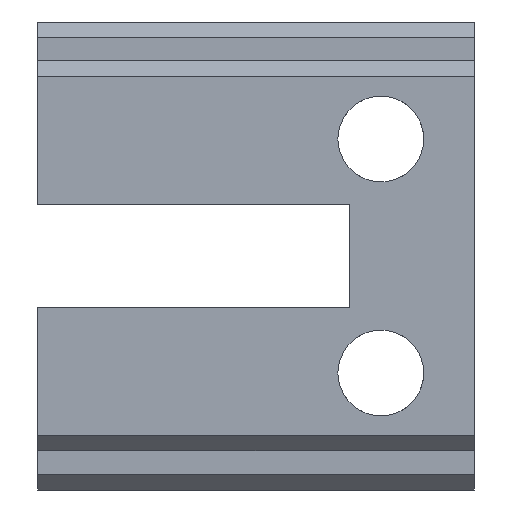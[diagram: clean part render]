
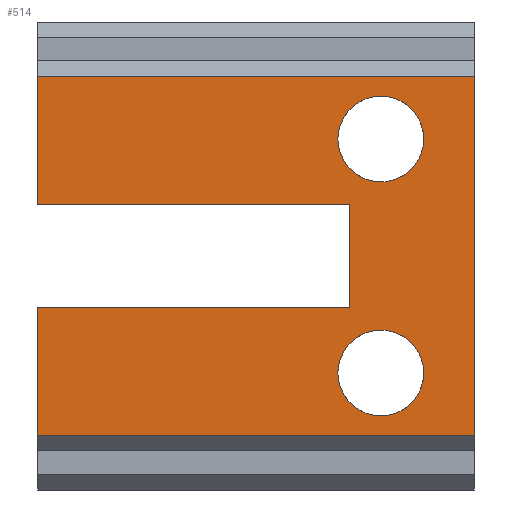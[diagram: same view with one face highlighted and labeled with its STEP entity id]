
A CAD part, front view. The second image highlights one B-rep face of the part: STEP entity #514.
In plain terms, the highlighted planar face has unit normal (0, -1, 0).
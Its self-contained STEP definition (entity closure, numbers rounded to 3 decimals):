
#63 = VERTEX_POINT('',#64);
#64 = CARTESIAN_POINT('',(-42.5,40.,11.5));
#70 = EDGE_CURVE('',#63,#71,#73,.T.);
#71 = VERTEX_POINT('',#72);
#72 = CARTESIAN_POINT('',(-42.5,40.,3.317));
#73 = LINE('',#74,#75);
#74 = CARTESIAN_POINT('',(-42.5,40.,12.5));
#75 = VECTOR('',#76,1.);
#76 = DIRECTION('',(0.,0.,-1.));
#136 = VERTEX_POINT('',#137);
#137 = CARTESIAN_POINT('',(-14.5,40.,11.5));
#143 = EDGE_CURVE('',#63,#136,#144,.T.);
#144 = LINE('',#145,#146);
#145 = CARTESIAN_POINT('',(-42.5,40.,11.5));
#146 = VECTOR('',#147,1.);
#147 = DIRECTION('',(1.,0.,0.));
#183 = EDGE_CURVE('',#136,#184,#186,.T.);
#184 = VERTEX_POINT('',#185);
#185 = CARTESIAN_POINT('',(-14.5,40.,-11.5));
#186 = LINE('',#187,#188);
#187 = CARTESIAN_POINT('',(-14.5,40.,12.5));
#188 = VECTOR('',#189,1.);
#189 = DIRECTION('',(0.,0.,-1.));
#426 = EDGE_CURVE('',#427,#71,#429,.T.);
#427 = VERTEX_POINT('',#428);
#428 = CARTESIAN_POINT('',(-22.5,40.,3.317));
#429 = LINE('',#430,#431);
#430 = CARTESIAN_POINT('',(-42.5,40.,3.317));
#431 = VECTOR('',#432,1.);
#432 = DIRECTION('',(-1.,0.,0.));
#514 = ADVANCED_FACE('',(#515,#551,#562),#573,.F.);
#515 = FACE_BOUND('',#516,.F.);
#516 = EDGE_LOOP('',(#517,#518,#519,#520,#528,#536,#544,#550));
#517 = ORIENTED_EDGE('',*,*,#70,.F.);
#518 = ORIENTED_EDGE('',*,*,#143,.T.);
#519 = ORIENTED_EDGE('',*,*,#183,.T.);
#520 = ORIENTED_EDGE('',*,*,#521,.F.);
#521 = EDGE_CURVE('',#522,#184,#524,.T.);
#522 = VERTEX_POINT('',#523);
#523 = CARTESIAN_POINT('',(-42.5,40.,-11.5));
#524 = LINE('',#525,#526);
#525 = CARTESIAN_POINT('',(-42.5,40.,-11.5));
#526 = VECTOR('',#527,1.);
#527 = DIRECTION('',(1.,0.,0.));
#528 = ORIENTED_EDGE('',*,*,#529,.F.);
#529 = EDGE_CURVE('',#530,#522,#532,.T.);
#530 = VERTEX_POINT('',#531);
#531 = CARTESIAN_POINT('',(-42.5,40.,-3.317));
#532 = LINE('',#533,#534);
#533 = CARTESIAN_POINT('',(-42.5,40.,12.5));
#534 = VECTOR('',#535,1.);
#535 = DIRECTION('',(0.,0.,-1.));
#536 = ORIENTED_EDGE('',*,*,#537,.F.);
#537 = EDGE_CURVE('',#538,#530,#540,.T.);
#538 = VERTEX_POINT('',#539);
#539 = CARTESIAN_POINT('',(-22.5,40.,-3.317));
#540 = LINE('',#541,#542);
#541 = CARTESIAN_POINT('',(-42.5,40.,-3.317));
#542 = VECTOR('',#543,1.);
#543 = DIRECTION('',(-1.,0.,0.));
#544 = ORIENTED_EDGE('',*,*,#545,.F.);
#545 = EDGE_CURVE('',#427,#538,#546,.T.);
#546 = LINE('',#547,#548);
#547 = CARTESIAN_POINT('',(-22.5,40.,6.25));
#548 = VECTOR('',#549,1.);
#549 = DIRECTION('',(0.,0.,-1.));
#550 = ORIENTED_EDGE('',*,*,#426,.T.);
#551 = FACE_BOUND('',#552,.F.);
#552 = EDGE_LOOP('',(#553));
#553 = ORIENTED_EDGE('',*,*,#554,.T.);
#554 = EDGE_CURVE('',#555,#555,#557,.T.);
#555 = VERTEX_POINT('',#556);
#556 = CARTESIAN_POINT('',(-23.25,40.,7.5));
#557 = CIRCLE('',#558,2.75);
#558 = AXIS2_PLACEMENT_3D('',#559,#560,#561);
#559 = CARTESIAN_POINT('',(-20.5,40.,7.5));
#560 = DIRECTION('',(0.,-1.,0.));
#561 = DIRECTION('',(-1.,0.,0.));
#562 = FACE_BOUND('',#563,.F.);
#563 = EDGE_LOOP('',(#564));
#564 = ORIENTED_EDGE('',*,*,#565,.T.);
#565 = EDGE_CURVE('',#566,#566,#568,.T.);
#566 = VERTEX_POINT('',#567);
#567 = CARTESIAN_POINT('',(-23.25,40.,-7.5));
#568 = CIRCLE('',#569,2.75);
#569 = AXIS2_PLACEMENT_3D('',#570,#571,#572);
#570 = CARTESIAN_POINT('',(-20.5,40.,-7.5));
#571 = DIRECTION('',(0.,-1.,0.));
#572 = DIRECTION('',(-1.,0.,0.));
#573 = PLANE('',#574);
#574 = AXIS2_PLACEMENT_3D('',#575,#576,#577);
#575 = CARTESIAN_POINT('',(-42.5,40.,12.5));
#576 = DIRECTION('',(0.,1.,0.));
#577 = DIRECTION('',(0.,0.,-1.));
